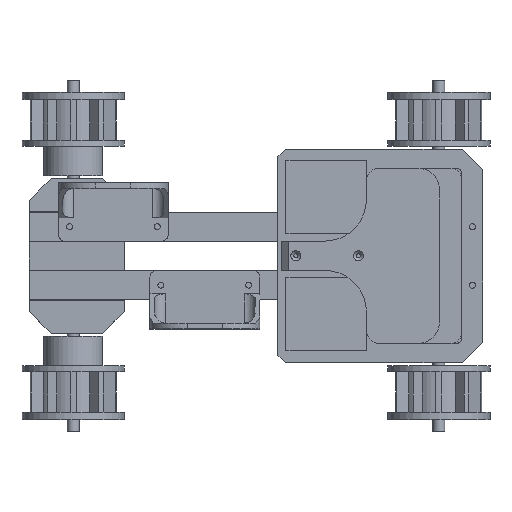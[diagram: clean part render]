
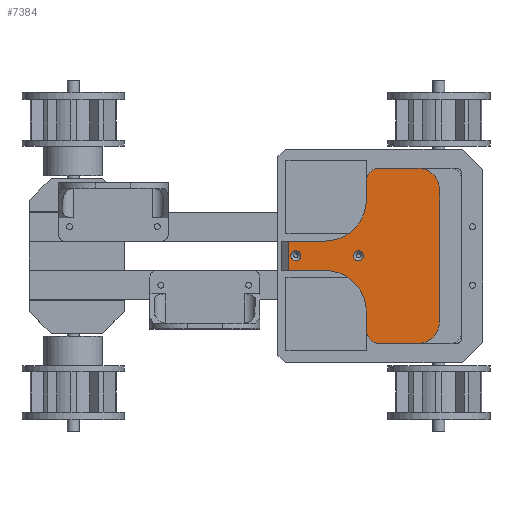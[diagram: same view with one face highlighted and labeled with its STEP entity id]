
A CAD part, top view. The second image highlights one B-rep face of the part: STEP entity #7384.
In plain terms, the highlighted planar face has unit normal (0, 0, 1).
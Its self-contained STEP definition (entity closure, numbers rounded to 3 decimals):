
#165=FACE_BOUND('',#1279,.T.);
#166=FACE_BOUND('',#1280,.T.);
#393=PLANE('',#8154);
#788=FACE_OUTER_BOUND('',#1278,.T.);
#1278=EDGE_LOOP('',(#6733,#6734,#6735,#6736,#6737,#6738,#6739,#6740,#6741,
#6742,#6743,#6744,#6745,#6746));
#1279=EDGE_LOOP('',(#6747));
#1280=EDGE_LOOP('',(#6748));
#1950=LINE('',#12551,#2632);
#1951=LINE('',#12555,#2633);
#1952=LINE('',#12559,#2634);
#1953=LINE('',#12561,#2635);
#1954=LINE('',#12563,#2636);
#1955=LINE('',#12567,#2637);
#1956=LINE('',#12571,#2638);
#1957=LINE('',#12574,#2639);
#2632=VECTOR('',#10286,10.);
#2633=VECTOR('',#10289,10.);
#2634=VECTOR('',#10292,10.);
#2635=VECTOR('',#10293,10.);
#2636=VECTOR('',#10294,10.);
#2637=VECTOR('',#10297,10.);
#2638=VECTOR('',#10300,10.);
#2639=VECTOR('',#10303,10.);
#2983=CIRCLE('',#8152,3.4);
#2985=CIRCLE('',#8155,15.);
#2986=CIRCLE('',#8156,9.);
#2987=CIRCLE('',#8157,28.5);
#2988=CIRCLE('',#8158,28.5);
#2989=CIRCLE('',#8159,9.);
#2990=CIRCLE('',#8160,15.);
#2991=CIRCLE('',#8161,3.4);
#3661=VERTEX_POINT('',#12541);
#3663=VERTEX_POINT('',#12547);
#3664=VERTEX_POINT('',#12548);
#3665=VERTEX_POINT('',#12550);
#3666=VERTEX_POINT('',#12552);
#3667=VERTEX_POINT('',#12554);
#3668=VERTEX_POINT('',#12556);
#3669=VERTEX_POINT('',#12558);
#3670=VERTEX_POINT('',#12560);
#3671=VERTEX_POINT('',#12562);
#3672=VERTEX_POINT('',#12564);
#3673=VERTEX_POINT('',#12566);
#3674=VERTEX_POINT('',#12568);
#3675=VERTEX_POINT('',#12570);
#3676=VERTEX_POINT('',#12572);
#3677=VERTEX_POINT('',#12575);
#4689=EDGE_CURVE('',#3661,#3661,#2983,.T.);
#4692=EDGE_CURVE('',#3663,#3664,#2985,.T.);
#4693=EDGE_CURVE('',#3663,#3665,#1950,.F.);
#4694=EDGE_CURVE('',#3666,#3665,#2986,.T.);
#4695=EDGE_CURVE('',#3666,#3667,#1951,.T.);
#4696=EDGE_CURVE('',#3668,#3667,#2987,.T.);
#4697=EDGE_CURVE('',#3668,#3669,#1952,.T.);
#4698=EDGE_CURVE('',#3669,#3670,#1953,.T.);
#4699=EDGE_CURVE('',#3670,#3671,#1954,.T.);
#4700=EDGE_CURVE('',#3672,#3671,#2988,.T.);
#4701=EDGE_CURVE('',#3672,#3673,#1955,.T.);
#4702=EDGE_CURVE('',#3674,#3673,#2989,.T.);
#4703=EDGE_CURVE('',#3674,#3675,#1956,.F.);
#4704=EDGE_CURVE('',#3676,#3675,#2990,.T.);
#4705=EDGE_CURVE('',#3676,#3664,#1957,.F.);
#4706=EDGE_CURVE('',#3677,#3677,#2991,.T.);
#6733=ORIENTED_EDGE('',*,*,#4692,.F.);
#6734=ORIENTED_EDGE('',*,*,#4693,.T.);
#6735=ORIENTED_EDGE('',*,*,#4694,.F.);
#6736=ORIENTED_EDGE('',*,*,#4695,.T.);
#6737=ORIENTED_EDGE('',*,*,#4696,.F.);
#6738=ORIENTED_EDGE('',*,*,#4697,.T.);
#6739=ORIENTED_EDGE('',*,*,#4698,.T.);
#6740=ORIENTED_EDGE('',*,*,#4699,.T.);
#6741=ORIENTED_EDGE('',*,*,#4700,.F.);
#6742=ORIENTED_EDGE('',*,*,#4701,.T.);
#6743=ORIENTED_EDGE('',*,*,#4702,.F.);
#6744=ORIENTED_EDGE('',*,*,#4703,.T.);
#6745=ORIENTED_EDGE('',*,*,#4704,.F.);
#6746=ORIENTED_EDGE('',*,*,#4705,.T.);
#6747=ORIENTED_EDGE('',*,*,#4706,.F.);
#6748=ORIENTED_EDGE('',*,*,#4689,.F.);
#7384=ADVANCED_FACE('',(#788,#165,#166),#393,.T.);
#8152=AXIS2_PLACEMENT_3D('',#12542,#10277,#10278);
#8154=AXIS2_PLACEMENT_3D('',#12546,#10282,#10283);
#8155=AXIS2_PLACEMENT_3D('',#12549,#10284,#10285);
#8156=AXIS2_PLACEMENT_3D('',#12553,#10287,#10288);
#8157=AXIS2_PLACEMENT_3D('',#12557,#10290,#10291);
#8158=AXIS2_PLACEMENT_3D('',#12565,#10295,#10296);
#8159=AXIS2_PLACEMENT_3D('',#12569,#10298,#10299);
#8160=AXIS2_PLACEMENT_3D('',#12573,#10301,#10302);
#8161=AXIS2_PLACEMENT_3D('',#12576,#10304,#10305);
#10277=DIRECTION('center_axis',(0.,0.,1.));
#10278=DIRECTION('ref_axis',(-1.,0.,0.));
#10282=DIRECTION('center_axis',(0.,0.,1.));
#10283=DIRECTION('ref_axis',(1.,0.,0.));
#10284=DIRECTION('center_axis',(0.,0.,-1.));
#10285=DIRECTION('ref_axis',(0.707,0.707,0.));
#10286=DIRECTION('',(1.,0.,0.));
#10287=DIRECTION('center_axis',(0.,0.,-1.));
#10288=DIRECTION('ref_axis',(-0.707,0.707,0.));
#10289=DIRECTION('',(0.,-1.,0.));
#10290=DIRECTION('center_axis',(0.,0.,1.));
#10291=DIRECTION('ref_axis',(0.707,-0.707,0.));
#10292=DIRECTION('',(-1.,0.,0.));
#10293=DIRECTION('',(0.,-1.,0.));
#10294=DIRECTION('',(1.,0.,0.));
#10295=DIRECTION('center_axis',(0.,0.,1.));
#10296=DIRECTION('ref_axis',(0.707,0.707,0.));
#10297=DIRECTION('',(0.,-1.,0.));
#10298=DIRECTION('center_axis',(0.,0.,-1.));
#10299=DIRECTION('ref_axis',(-0.707,-0.707,0.));
#10300=DIRECTION('',(-1.,0.,0.));
#10301=DIRECTION('center_axis',(0.,0.,-1.));
#10302=DIRECTION('ref_axis',(0.707,-0.707,0.));
#10303=DIRECTION('',(0.,-1.,0.));
#10304=DIRECTION('center_axis',(0.,0.,1.));
#10305=DIRECTION('ref_axis',(-1.,0.,0.));
#12541=CARTESIAN_POINT('',(155.65,-80.,89.));
#12542=CARTESIAN_POINT('Origin',(152.25,-80.,89.));
#12546=CARTESIAN_POINT('Origin',(173.625,-80.,89.));
#12547=CARTESIAN_POINT('',(235.5,-20.,89.));
#12548=CARTESIAN_POINT('',(250.5,-35.,89.));
#12549=CARTESIAN_POINT('Origin',(235.5,-35.,89.));
#12550=CARTESIAN_POINT('',(209.5,-20.,89.));
#12551=CARTESIAN_POINT('',(186.812,-20.,89.));
#12552=CARTESIAN_POINT('',(200.5,-29.,89.));
#12553=CARTESIAN_POINT('Origin',(209.5,-29.,89.));
#12554=CARTESIAN_POINT('',(200.5,-41.5,89.));
#12555=CARTESIAN_POINT('',(200.5,-80.,89.));
#12556=CARTESIAN_POINT('',(172.,-70.,89.));
#12557=CARTESIAN_POINT('Origin',(172.,-41.5,89.));
#12558=CARTESIAN_POINT('',(147.25,-70.,89.));
#12559=CARTESIAN_POINT('',(147.25,-70.,89.));
#12560=CARTESIAN_POINT('',(147.25,-90.,89.));
#12561=CARTESIAN_POINT('',(147.25,-90.,89.));
#12562=CARTESIAN_POINT('',(172.,-90.,89.));
#12563=CARTESIAN_POINT('',(200.,-90.,89.));
#12564=CARTESIAN_POINT('',(200.5,-118.5,89.));
#12565=CARTESIAN_POINT('Origin',(172.,-118.5,89.));
#12566=CARTESIAN_POINT('',(200.5,-131.,89.));
#12567=CARTESIAN_POINT('',(200.5,-80.,89.));
#12568=CARTESIAN_POINT('',(209.5,-140.,89.));
#12569=CARTESIAN_POINT('Origin',(209.5,-131.,89.));
#12570=CARTESIAN_POINT('',(235.5,-140.,89.));
#12571=CARTESIAN_POINT('',(160.437,-140.,89.));
#12572=CARTESIAN_POINT('',(250.5,-125.,89.));
#12573=CARTESIAN_POINT('Origin',(235.5,-125.,89.));
#12574=CARTESIAN_POINT('',(250.5,-85.,89.));
#12575=CARTESIAN_POINT('',(198.4,-80.,89.));
#12576=CARTESIAN_POINT('Origin',(195.,-80.,89.));
